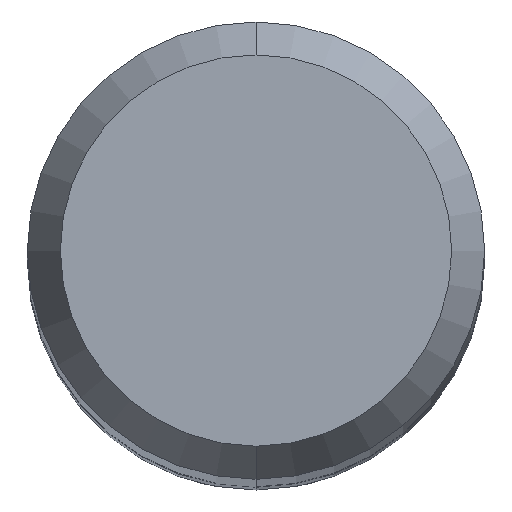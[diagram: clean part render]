
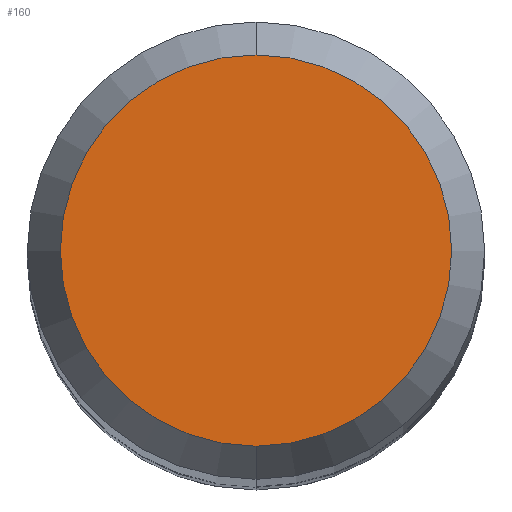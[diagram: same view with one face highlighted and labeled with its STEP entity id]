
A CAD part, top view. The second image highlights one B-rep face of the part: STEP entity #160.
In plain terms, the highlighted planar face has unit normal (0, 0, 1).
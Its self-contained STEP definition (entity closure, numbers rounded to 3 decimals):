
#90=EDGE_CURVE('',#140,#146,#216,.T.);
#140=VERTEX_POINT('',#271);
#142=EDGE_CURVE('',#146,#140,#273,.T.);
#146=VERTEX_POINT('',#278);
#160=ADVANCED_FACE('',(#293),#294,.T.);
#216=CIRCLE('',#349,1.358);
#271=CARTESIAN_POINT('',(0.,-1.358,0.01));
#273=CIRCLE('',#423,1.358);
#278=CARTESIAN_POINT('',(0.0,1.358,0.01));
#293=FACE_OUTER_BOUND('',#450,.T.);
#294=PLANE('',#451);
#349=AXIS2_PLACEMENT_3D('',#501,#502,#503);
#423=AXIS2_PLACEMENT_3D('',#569,#570,#571);
#450=EDGE_LOOP('',(#595,#596));
#451=AXIS2_PLACEMENT_3D('',#597,#598,#599);
#501=CARTESIAN_POINT('',(0.0,0.0,0.01));
#502=DIRECTION('',(0.0,0.0,-1.0));
#503=DIRECTION('',(0.0,1.0,0.0));
#569=CARTESIAN_POINT('',(0.0,0.0,0.01));
#570=DIRECTION('',(0.0,0.0,-1.0));
#571=DIRECTION('',(0.0,1.0,0.0));
#595=ORIENTED_EDGE('',*,*,#142,.F.);
#596=ORIENTED_EDGE('',*,*,#90,.F.);
#597=CARTESIAN_POINT('',(0.0,0.679,0.01));
#598=DIRECTION('',(-0.0,0.0,1.0));
#599=DIRECTION('',(0.0,-1.0,0.0));
